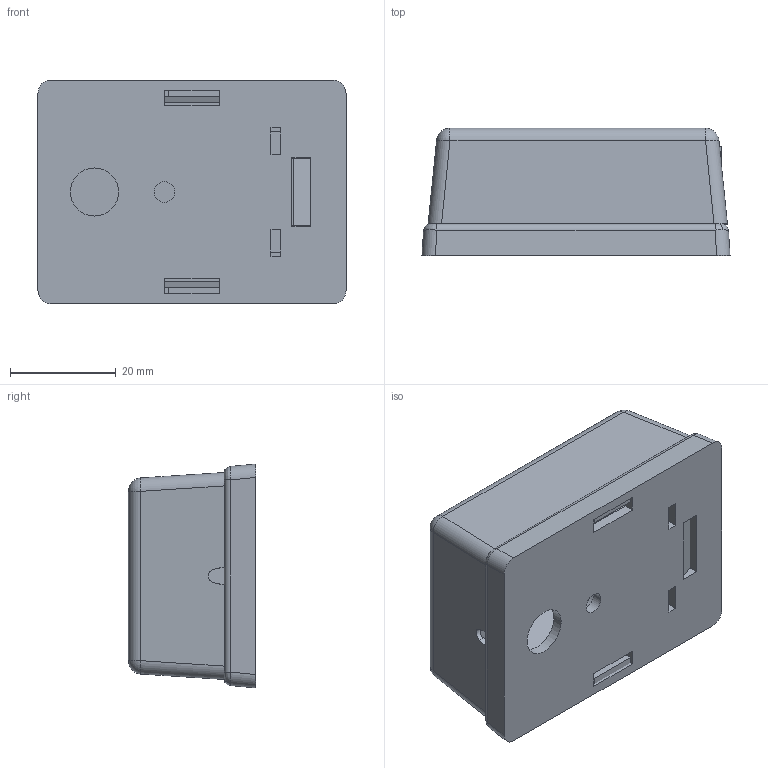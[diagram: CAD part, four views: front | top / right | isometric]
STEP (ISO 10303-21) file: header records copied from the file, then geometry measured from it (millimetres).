
FILE_DESCRIPTION (( 'STEP AP214' ), '1' );
FILE_NAME ('TDA306.STEP', '2007-11-15T14:30:05', ( ' ' ), ( ' ' ), 'SwSTEP 2.0', 'SolidWorks 2007', '' );
FILE_SCHEMA (( 'AUTOMOTIVE_DESIGN' ));
Length unit declared in the file: inch
Products named in the file (5): EC1107MB-6-MA3; EC1107MB-6-MA2; EC1107MB-6-MA1_SP14154; EC1107MB-6-MA4; TDA306
Assembly tree (4 placements, depth 2):
  TDA306
    EC1107MB-6-MA3
    EC1107MB-6-MA1_SP14154
    EC1107MB-6-MA2
    EC1107MB-6-MA4
Bounding box: 58.17 x 24.03 x 42.27 mm (x, y, z)
Volume: 19446.3 mm3; surface area: 22126.8 mm2
Topology: 4 solids, 4 shells, 453 faces, 1218 edges, 790 vertices
Faces by surface type: plane 384, cylinder 59, bspline 6, sphere 4
Entity records: 16138 total; most frequent: CARTESIAN_POINT 2644, ORIENTED_EDGE 2428, DIRECTION 2206, EDGE_CURVE 1214, VECTOR 1086, LINE 1086, VERTEX_POINT 790, AXIS2_PLACEMENT_3D 560
